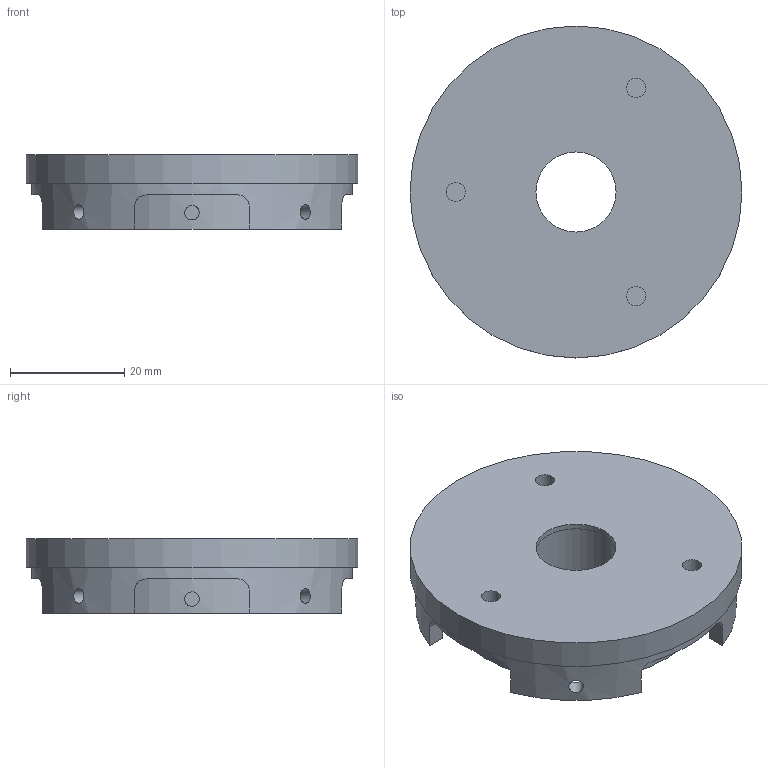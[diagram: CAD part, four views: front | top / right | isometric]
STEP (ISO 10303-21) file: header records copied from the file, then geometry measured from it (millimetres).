
FILE_DESCRIPTION(/* description */ (''),/* implementation_level */ '2;1');
FILE_NAME(/* name */ 'RSp_cover.step',/* time_stamp */ '2023-01-13T18:08:11+01:00',/* author */ (''),/* organization */ (''),/* preprocessor_version */ 'ST-DEVELOPER v19.2',/* originating_system */ 'Autodesk Translation Framework v11.17.0.187',/* authorisation */ '');
FILE_SCHEMA (('AUTOMOTIVE_DESIGN { 1 0 10303 214 3 1 1 }'));
Length unit declared in the file: millimetre
Products named in the file (1): RSp_cover
Bounding box: 58 x 58 x 13 mm (x, y, z)
Volume: 26073.5 mm3; surface area: 9515.7 mm2
Topology: 1 solids, 1 shells, 68 faces, 155 edges, 106 vertices
Faces by surface type: cylinder 36, plane 32
Full cylindrical faces by diameter (mm): 1.623 x8, 2.529 x8, 3.332 x3, 14 x1, 15 x1, 44 x1, 56 x1, 58 x1
Entity records: 2466 total; most frequent: CARTESIAN_POINT 884, ORIENTED_EDGE 310, DIRECTION 307, EDGE_CURVE 155, AXIS2_PLACEMENT_3D 121, VERTEX_POINT 106, EDGE_LOOP 95, FACE_OUTER_BOUND 68
